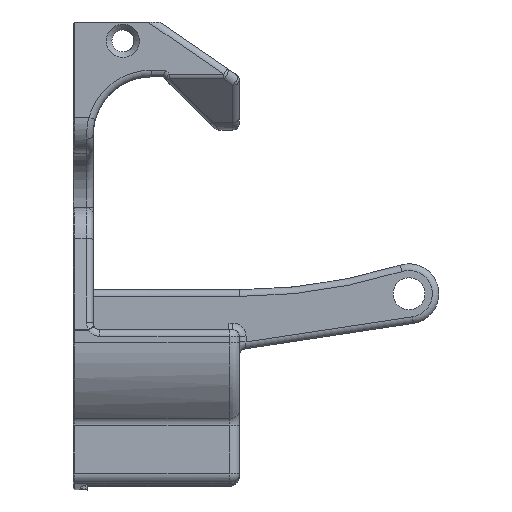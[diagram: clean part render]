
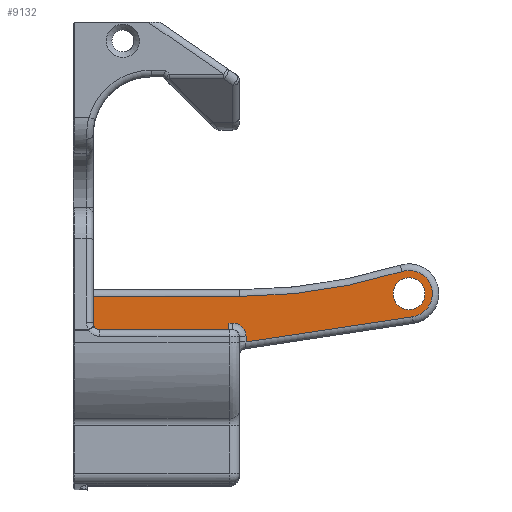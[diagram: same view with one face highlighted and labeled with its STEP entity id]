
A CAD part, left-side view. The second image highlights one B-rep face of the part: STEP entity #9132.
In plain terms, the highlighted planar face has unit normal (-1, 0, 0).
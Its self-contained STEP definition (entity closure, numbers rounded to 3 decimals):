
#48=FACE_BOUND('',#1980,.T.);
#1169=PLANE('',#9793);
#1457=FACE_OUTER_BOUND('',#1979,.T.);
#1979=EDGE_LOOP('',(#7040,#7041,#7042,#7043,#7044,#7045,#7046,#7047,#7048,
#7049));
#1980=EDGE_LOOP('',(#7050));
#2526=LINE('',#14927,#3116);
#2529=LINE('',#14934,#3119);
#2535=LINE('',#15003,#3125);
#2540=LINE('',#15023,#3130);
#2568=LINE('',#15389,#3158);
#2573=LINE('',#15496,#3163);
#2577=LINE('',#15502,#3167);
#3116=VECTOR('',#10973,25.306);
#3119=VECTOR('',#10980,0.838);
#3125=VECTOR('',#11032,0.6);
#3130=VECTOR('',#11053,22.);
#3158=VECTOR('',#11177,3.);
#3163=VECTOR('',#11188,20.4);
#3167=VECTOR('',#11194,7.);
#3626=CIRCLE('',#9704,3.5);
#3631=CIRCLE('',#9710,2.);
#3671=CIRCLE('',#9791,81.815);
#3672=CIRCLE('',#9794,2.4);
#4159=VERTEX_POINT('',#14892);
#4164=VERTEX_POINT('',#14925);
#4165=VERTEX_POINT('',#14930);
#4172=VERTEX_POINT('',#14962);
#4173=VERTEX_POINT('',#14967);
#4178=VERTEX_POINT('',#15000);
#4184=VERTEX_POINT('',#15020);
#4185=VERTEX_POINT('',#15022);
#4212=VERTEX_POINT('',#15387);
#4219=VERTEX_POINT('',#15495);
#4226=VERTEX_POINT('',#15856);
#5128=EDGE_CURVE('',#4159,#4164,#2526,.T.);
#5132=EDGE_CURVE('',#4165,#4159,#2529,.T.);
#5140=EDGE_CURVE('',#4164,#4172,#3626,.F.);
#5145=EDGE_CURVE('',#4165,#4173,#3631,.F.);
#5155=EDGE_CURVE('',#4178,#4173,#2535,.F.);
#5164=EDGE_CURVE('',#4185,#4184,#2540,.T.);
#5223=EDGE_CURVE('',#4178,#4212,#2568,.T.);
#5234=EDGE_CURVE('',#4212,#4219,#2573,.T.);
#5238=EDGE_CURVE('',#4184,#4219,#2577,.T.);
#5252=EDGE_CURVE('',#4172,#4185,#3671,.T.);
#5254=EDGE_CURVE('',#4226,#4226,#3672,.T.);
#7040=ORIENTED_EDGE('',*,*,#5140,.T.);
#7041=ORIENTED_EDGE('',*,*,#5252,.T.);
#7042=ORIENTED_EDGE('',*,*,#5164,.T.);
#7043=ORIENTED_EDGE('',*,*,#5238,.T.);
#7044=ORIENTED_EDGE('',*,*,#5234,.F.);
#7045=ORIENTED_EDGE('',*,*,#5223,.F.);
#7046=ORIENTED_EDGE('',*,*,#5155,.T.);
#7047=ORIENTED_EDGE('',*,*,#5145,.F.);
#7048=ORIENTED_EDGE('',*,*,#5132,.T.);
#7049=ORIENTED_EDGE('',*,*,#5128,.T.);
#7050=ORIENTED_EDGE('',*,*,#5254,.F.);
#9132=ADVANCED_FACE('',(#1457,#48),#1169,.F.);
#9704=AXIS2_PLACEMENT_3D('',#14963,#10995,#10996);
#9710=AXIS2_PLACEMENT_3D('',#14971,#11007,#11008);
#9791=AXIS2_PLACEMENT_3D('',#15852,#11213,#11214);
#9793=AXIS2_PLACEMENT_3D('',#15855,#11218,#11219);
#9794=AXIS2_PLACEMENT_3D('',#15857,#11220,#11221);
#10973=DIRECTION('',(0.,-0.989,0.149));
#10980=DIRECTION('',(0.,0.,-1.));
#10995=DIRECTION('center_axis',(1.,0.,0.));
#10996=DIRECTION('ref_axis',(0.,1.,0.));
#11007=DIRECTION('center_axis',(1.,0.,0.));
#11008=DIRECTION('ref_axis',(0.,1.,0.));
#11032=DIRECTION('',(0.,1.,0.));
#11053=DIRECTION('',(0.,1.,0.));
#11177=DIRECTION('',(0.,0.,-1.));
#11188=DIRECTION('',(0.,1.,0.));
#11194=DIRECTION('',(0.,0.,-1.));
#11213=DIRECTION('center_axis',(1.,0.,0.));
#11214=DIRECTION('ref_axis',(0.,1.,0.));
#11218=DIRECTION('center_axis',(1.,0.,0.));
#11219=DIRECTION('ref_axis',(0.,1.,0.));
#11220=DIRECTION('center_axis',(-1.,0.,0.));
#11221=DIRECTION('ref_axis',(0.,-1.,0.));
#14892=CARTESIAN_POINT('',(-9.45,-63.367,22.266));
#14925=CARTESIAN_POINT('',(-9.45,-88.389,26.043));
#14927=CARTESIAN_POINT('',(-9.45,-63.367,22.266));
#14930=CARTESIAN_POINT('',(-9.45,-63.367,23.103));
#14934=CARTESIAN_POINT('',(-9.45,-63.367,23.103));
#14962=CARTESIAN_POINT('',(-9.45,-86.82,32.844));
#14963=CARTESIAN_POINT('Origin',(-9.45,-87.867,29.503));
#14967=CARTESIAN_POINT('',(-9.45,-61.367,25.103));
#14971=CARTESIAN_POINT('Origin',(-9.45,-61.367,23.103));
#15000=CARTESIAN_POINT('',(-9.45,-60.767,25.103));
#15003=CARTESIAN_POINT('',(-9.45,-61.367,25.103));
#15020=CARTESIAN_POINT('',(-9.45,-40.367,29.103));
#15022=CARTESIAN_POINT('',(-9.45,-62.367,29.103));
#15023=CARTESIAN_POINT('',(-9.45,-62.367,29.103));
#15387=CARTESIAN_POINT('',(-9.45,-60.767,22.103));
#15389=CARTESIAN_POINT('',(-9.45,-60.767,25.103));
#15495=CARTESIAN_POINT('',(-9.45,-40.367,22.103));
#15496=CARTESIAN_POINT('',(-9.45,-60.767,22.103));
#15502=CARTESIAN_POINT('',(-9.45,-40.367,29.103));
#15852=CARTESIAN_POINT('Origin',(-9.45,-62.367,110.919));
#15855=CARTESIAN_POINT('Origin',(-9.45,-62.367,22.103));
#15856=CARTESIAN_POINT('',(-9.45,-85.467,29.503));
#15857=CARTESIAN_POINT('Origin',(-9.45,-87.867,29.503));
